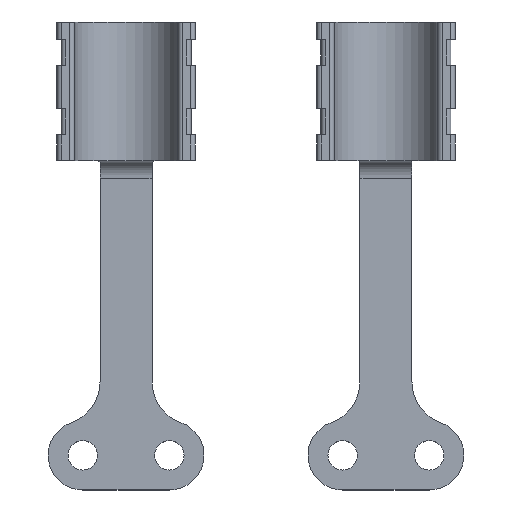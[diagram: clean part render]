
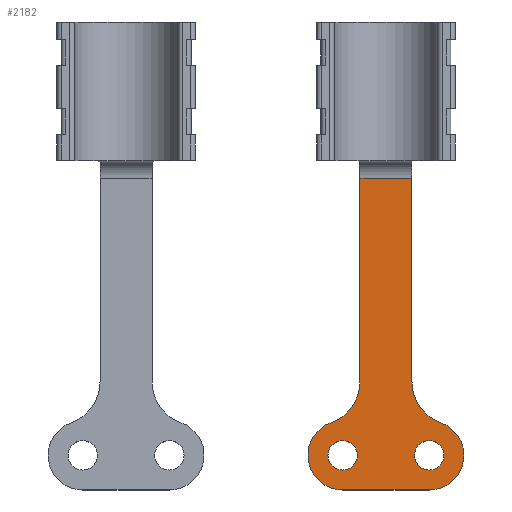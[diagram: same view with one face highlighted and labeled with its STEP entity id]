
A CAD part, top view. The second image highlights one B-rep face of the part: STEP entity #2182.
In plain terms, the highlighted planar face has unit normal (0, 0, 1).
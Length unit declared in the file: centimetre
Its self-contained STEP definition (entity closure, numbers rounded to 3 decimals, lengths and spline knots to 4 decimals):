
#61=FACE_BOUND($,#305,.T.);
#62=FACE_BOUND($,#306,.T.);
#91=CIRCLE($,#2312,0.5);
#92=CIRCLE($,#2313,0.4);
#93=CIRCLE($,#2314,0.4);
#94=CIRCLE($,#2315,0.5);
#95=CIRCLE($,#2316,0.17);
#96=CIRCLE($,#2317,0.17);
#190=FACE_OUTER_BOUND($,#304,.T.);
#304=EDGE_LOOP($,(#1468,#1469,#1470,#1471,#1472,#1473,#1474,#1475));
#305=EDGE_LOOP($,(#1476));
#306=EDGE_LOOP($,(#1477));
#444=LINE($,#3231,#670);
#446=LINE($,#3237,#672);
#448=LINE($,#3241,#674);
#449=LINE($,#3247,#675);
#670=VECTOR($,#2553,2.3515);
#672=VECTOR($,#2559,0.6);
#674=VECTOR($,#2563,2.3515);
#675=VECTOR($,#2568,1.);
#901=VERTEX_POINT($,#3228);
#902=VERTEX_POINT($,#3230);
#904=VERTEX_POINT($,#3235);
#905=VERTEX_POINT($,#3240);
#906=VERTEX_POINT($,#3242);
#907=VERTEX_POINT($,#3244);
#908=VERTEX_POINT($,#3246);
#909=VERTEX_POINT($,#3248);
#910=VERTEX_POINT($,#3251);
#911=VERTEX_POINT($,#3253);
#1127=EDGE_CURVE($,#901,#902,#444,.T.);
#1130=EDGE_CURVE($,#904,#901,#446,.T.);
#1132=EDGE_CURVE($,#904,#905,#448,.T.);
#1133=EDGE_CURVE($,#905,#906,#91,.F.);
#1134=EDGE_CURVE($,#906,#907,#92,.T.);
#1135=EDGE_CURVE($,#907,#908,#449,.T.);
#1136=EDGE_CURVE($,#908,#909,#93,.T.);
#1137=EDGE_CURVE($,#909,#902,#94,.F.);
#1138=EDGE_CURVE($,#910,#910,#95,.T.);
#1139=EDGE_CURVE($,#911,#911,#96,.T.);
#1468=ORIENTED_EDGE($,*,*,#1130,.F.);
#1469=ORIENTED_EDGE($,*,*,#1132,.T.);
#1470=ORIENTED_EDGE($,*,*,#1133,.T.);
#1471=ORIENTED_EDGE($,*,*,#1134,.T.);
#1472=ORIENTED_EDGE($,*,*,#1135,.T.);
#1473=ORIENTED_EDGE($,*,*,#1136,.T.);
#1474=ORIENTED_EDGE($,*,*,#1137,.T.);
#1475=ORIENTED_EDGE($,*,*,#1127,.F.);
#1476=ORIENTED_EDGE($,*,*,#1138,.F.);
#1477=ORIENTED_EDGE($,*,*,#1139,.F.);
#2109=PLANE($,#2311);
#2182=ADVANCED_FACE($,(#190,#61,#62),#2109,.T.);
#2311=AXIS2_PLACEMENT_3D($,#3239,#2561,#2562);
#2312=AXIS2_PLACEMENT_3D($,#3243,#2564,#2565);
#2313=AXIS2_PLACEMENT_3D($,#3245,#2566,#2567);
#2314=AXIS2_PLACEMENT_3D($,#3249,#2569,#2570);
#2315=AXIS2_PLACEMENT_3D($,#3250,#2571,#2572);
#2316=AXIS2_PLACEMENT_3D($,#3252,#2573,#2574);
#2317=AXIS2_PLACEMENT_3D($,#3254,#2575,#2576);
#2553=DIRECTION($,(0.,-1.,0.));
#2559=DIRECTION($,(1.,0.,0.));
#2561=DIRECTION('center_axis',(0.,0.,1.));
#2562=DIRECTION('ref_axis',(1.,0.,0.));
#2563=DIRECTION($,(0.,-1.,0.));
#2564=DIRECTION('center_axis',(0.,0.,1.));
#2565=DIRECTION('ref_axis',(-1.,0.,0.));
#2566=DIRECTION('center_axis',(0.,0.,1.));
#2567=DIRECTION('ref_axis',(0.,1.,0.));
#2568=DIRECTION($,(1.,0.,0.));
#2569=DIRECTION('center_axis',(0.,0.,1.));
#2570=DIRECTION('ref_axis',(0.,-1.,0.));
#2571=DIRECTION('center_axis',(0.,0.,1.));
#2572=DIRECTION('ref_axis',(1.,0.,0.));
#2573=DIRECTION('center_axis',(0.,0.,1.));
#2574=DIRECTION('ref_axis',(1.,0.,0.));
#2575=DIRECTION('center_axis',(0.,0.,1.));
#2576=DIRECTION('ref_axis',(1.,0.,0.));
#3228=CARTESIAN_POINT('',(3.3,3.2,0.));
#3230=CARTESIAN_POINT('',(3.3,0.8485,0.));
#3231=CARTESIAN_POINT($,(3.3,5.,0.));
#3235=CARTESIAN_POINT('',(2.7,3.2,0.));
#3237=CARTESIAN_POINT($,(2.85,3.2,0.));
#3239=CARTESIAN_POINT('Origin',(3.,2.3,0.));
#3240=CARTESIAN_POINT('',(2.7,0.8485,0.));
#3241=CARTESIAN_POINT($,(2.7,5.,0.));
#3242=CARTESIAN_POINT('',(2.3667,0.3771,0.));
#3243=CARTESIAN_POINT('Origin',(2.2,0.8485,0.));
#3244=CARTESIAN_POINT('',(2.5,-0.4,0.));
#3245=CARTESIAN_POINT('Origin',(2.5,0.,0.));
#3246=CARTESIAN_POINT('',(3.5,-0.4,0.));
#3247=CARTESIAN_POINT($,(2.5,-0.4,0.));
#3248=CARTESIAN_POINT('',(3.6333,0.3771,0.));
#3249=CARTESIAN_POINT('Origin',(3.5,0.,0.));
#3250=CARTESIAN_POINT('Origin',(3.8,0.8485,0.));
#3251=CARTESIAN_POINT('',(3.33,0.,0.));
#3252=CARTESIAN_POINT('Origin',(3.5,0.,0.));
#3253=CARTESIAN_POINT('',(2.33,0.,0.));
#3254=CARTESIAN_POINT('Origin',(2.5,0.,0.));
